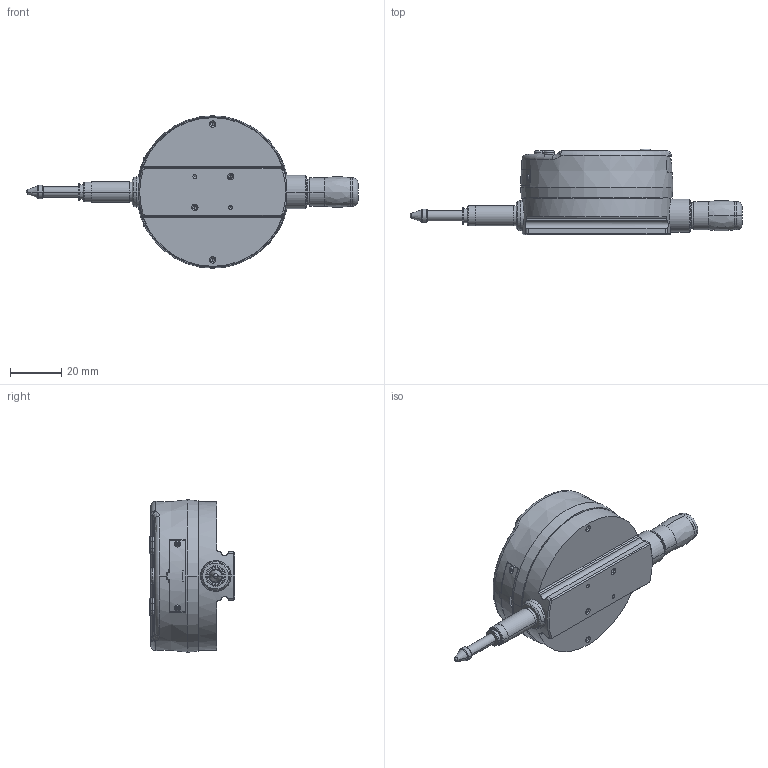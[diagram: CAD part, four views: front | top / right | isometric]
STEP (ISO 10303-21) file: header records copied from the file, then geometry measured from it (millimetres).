
FILE_DESCRIPTION((''),'2;1');
FILE_NAME('289_901_001_SW0001','2013-04-30T',('fst'),('Sylvac SA'),'PRO/ENGINEER BY PARAMETRIC TECHNOLOGY CORPORATION, 2009380','PRO/ENGINEER BY PARAMETRIC TECHNOLOGY CORPORATION, 2009380','');
FILE_SCHEMA(('CONFIG_CONTROL_DESIGN'));
Length unit declared in the file: millimetre
Products named in the file (1): 289_901_001_SW0001
Bounding box: 129.6 x 33.5 x 59.5 mm (x, y, z)
Volume: 28972.5 mm3; surface area: 33015.1 mm2
Topology: 9 solids, 15 shells, 1725 faces, 4357 edges, 2736 vertices
Faces by surface type: plane 770, cylinder 414, cone 300, torus 93, extrusion 83, bspline 51, sphere 14
Entity records: 58323 total; most frequent: CARTESIAN_POINT 16862, ORIENTED_EDGE 8670, DIRECTION 8537, EDGE_CURVE 4335, AXIS2_PLACEMENT_3D 3001, VERTEX_POINT 2736, VECTOR 2535, LINE 2452
